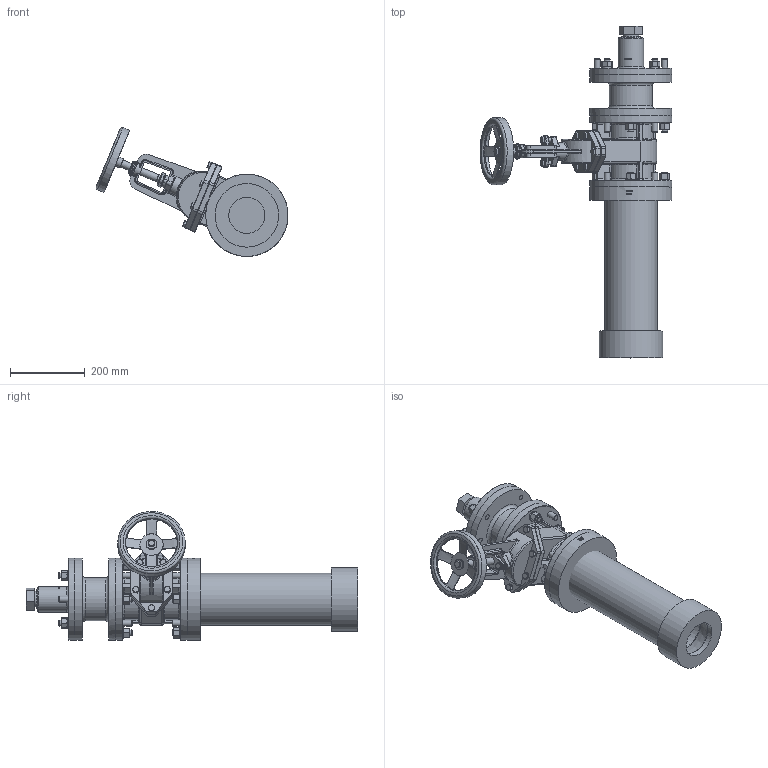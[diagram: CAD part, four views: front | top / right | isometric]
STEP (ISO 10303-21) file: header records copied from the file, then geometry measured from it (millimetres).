
FILE_DESCRIPTION (( 'STEP AP214' ), '1' );
FILE_NAME ('DB-100-xA-00 Sea Valve Double Bottom STEP .STEP', '2020-03-25T09:30:59', ( '' ), ( '' ), 'SwSTEP 2.0', 'SolidWorks 2020', '' );
FILE_SCHEMA (( 'AUTOMOTIVE_DESIGN' ));
Length unit declared in the file: millimetre
Products named in the file (4): Rør for DB-100-xA Sea Valve complete, 100mm, Double Bottom bronze SAM DNV appr.; DB-2021-Defeatured; DB-100-PA-00 Defeateured; DB-100-xA-00 Sea Valve Double Bottom STEP 
Assembly tree (3 placements, depth 2):
  DB-100-xA-00 Sea Valve Double Bottom STEP 
    DB-100-PA-00 Defeateured
    DB-2021-Defeatured
    Rør for DB-100-xA Sea Valve complete, 100mm, Double Bottom bronze SAM DNV appr.
Bounding box: 513.31 x 887.5 x 344.64 mm (x, y, z)
Volume: 12318413.7 mm3; surface area: 1026819.7 mm2
Topology: 3 solids, 3 shells, 1449 faces, 3494 edges, 2091 vertices
Faces by surface type: plane 641, cylinder 310, cone 233, torus 149, bspline 88, sphere 28
Full cylindrical faces by diameter (mm): 8.8 x2, 10 x2, 16 x43, 20 x2, 26 x1, 28 x1, 32.5 x1, 35 x1, 41 x1, 42 x1, 50 x1, 68 x1, 96.5 x1, 99.6 x1, 115 x1, 120 x1, 140 x2, 170 x1, 176 x1, 180 x1, 220 x6
Entity records: 57821 total; most frequent: CARTESIAN_POINT 16291, ORIENTED_EDGE 6536, DIRECTION 6306, EDGE_CURVE 3268, AXIS2_PLACEMENT_3D 2526, VERTEX_POINT 2031, EDGE_LOOP 1693, FACE_OUTER_BOUND 1530
